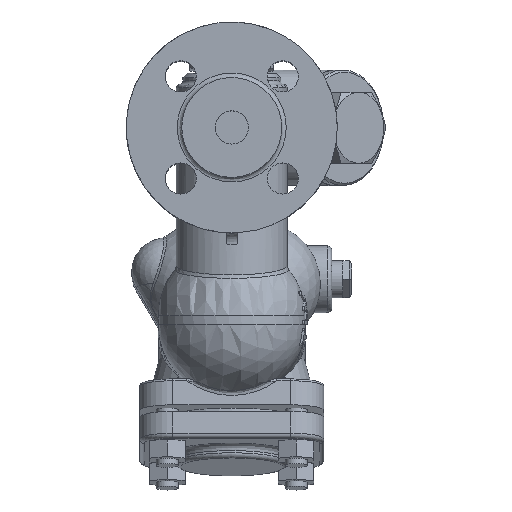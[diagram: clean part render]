
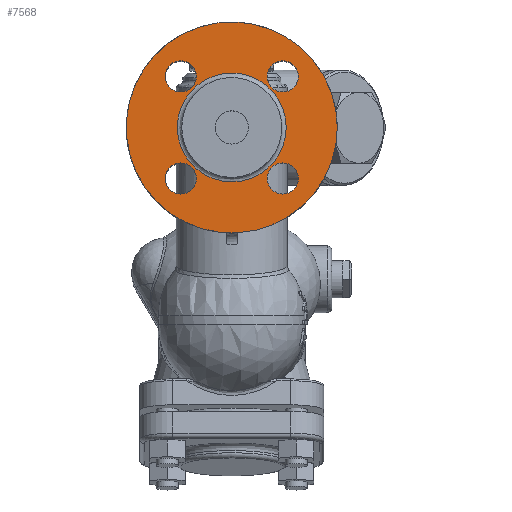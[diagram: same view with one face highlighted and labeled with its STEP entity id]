
A CAD part, top view. The second image highlights one B-rep face of the part: STEP entity #7568.
In plain terms, the highlighted planar face has unit normal (0, 0, 1).
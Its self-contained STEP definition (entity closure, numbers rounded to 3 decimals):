
#7223=CARTESIAN_POINT('',(22.981,15.981,53.0));
#7224=VERTEX_POINT('',#7223);
#7225=CARTESIAN_POINT('',(22.981,22.981,53.));
#7226=DIRECTION('',(0.0,0.0,-1.0));
#7227=DIRECTION('',(0.0,-1.0,0.0));
#7228=AXIS2_PLACEMENT_3D('',#7225,#7226,#7227);
#7229=CIRCLE('',#7228,7.);
#7230=EDGE_CURVE('',#7224,#7224,#7229,.T.);
#7272=CARTESIAN_POINT('',(15.981,-22.981,53.0));
#7273=VERTEX_POINT('',#7272);
#7274=CARTESIAN_POINT('',(22.981,-22.981,53.));
#7275=DIRECTION('',(0.0,0.0,-1.0));
#7276=DIRECTION('',(-1.0,0.0,0.0));
#7277=AXIS2_PLACEMENT_3D('',#7274,#7275,#7276);
#7278=CIRCLE('',#7277,7.);
#7279=EDGE_CURVE('',#7273,#7273,#7278,.T.);
#7321=CARTESIAN_POINT('',(-22.981,-15.981,53.0));
#7322=VERTEX_POINT('',#7321);
#7323=CARTESIAN_POINT('',(-22.981,-22.981,53.));
#7324=DIRECTION('',(0.0,0.0,-1.0));
#7325=DIRECTION('',(0.0,1.0,0.0));
#7326=AXIS2_PLACEMENT_3D('',#7323,#7324,#7325);
#7327=CIRCLE('',#7326,7.);
#7328=EDGE_CURVE('',#7322,#7322,#7327,.T.);
#7370=CARTESIAN_POINT('',(-15.981,22.981,53.0));
#7371=VERTEX_POINT('',#7370);
#7372=CARTESIAN_POINT('',(-22.981,22.981,53.));
#7373=DIRECTION('',(0.0,0.0,-1.0));
#7374=DIRECTION('',(1.0,0.0,0.0));
#7375=AXIS2_PLACEMENT_3D('',#7372,#7373,#7374);
#7376=CIRCLE('',#7375,7.);
#7377=EDGE_CURVE('',#7371,#7371,#7376,.T.);
#7514=CARTESIAN_POINT('',(24.5,0.,53.0));
#7515=VERTEX_POINT('',#7514);
#7516=CARTESIAN_POINT('',(0.0,0.0,53.0));
#7517=DIRECTION('',(0.0,0.0,1.0));
#7518=DIRECTION('',(-1.0,0.0,0.0));
#7519=AXIS2_PLACEMENT_3D('',#7516,#7517,#7518);
#7520=CIRCLE('',#7519,24.5);
#7521=EDGE_CURVE('',#7515,#7515,#7520,.T.);
#7537=CARTESIAN_POINT('',(0.0,0.0,53.0));
#7538=DIRECTION('',(0.0,0.0,-1.0));
#7539=DIRECTION('',(-1.0,0.0,0.0));
#7540=AXIS2_PLACEMENT_3D('',#7537,#7538,#7539);
#7541=PLANE('',#7540);
#7542=CARTESIAN_POINT('',(47.5,0.,53.0));
#7543=VERTEX_POINT('',#7542);
#7544=CARTESIAN_POINT('',(0.0,0.0,53.0));
#7545=DIRECTION('',(0.0,0.0,-1.0));
#7546=DIRECTION('',(0.0,-1.0,0.0));
#7547=AXIS2_PLACEMENT_3D('',#7544,#7545,#7546);
#7548=CIRCLE('',#7547,47.5);
#7549=EDGE_CURVE('',#7543,#7543,#7548,.T.);
#7550=ORIENTED_EDGE('',*,*,#7549,.F.);
#7551=EDGE_LOOP('',(#7550));
#7552=FACE_OUTER_BOUND('',#7551,.T.);
#7553=ORIENTED_EDGE('',*,*,#7230,.T.);
#7554=EDGE_LOOP('',(#7553));
#7555=FACE_BOUND('',#7554,.T.);
#7556=ORIENTED_EDGE('',*,*,#7279,.T.);
#7557=EDGE_LOOP('',(#7556));
#7558=FACE_BOUND('',#7557,.T.);
#7559=ORIENTED_EDGE('',*,*,#7328,.T.);
#7560=EDGE_LOOP('',(#7559));
#7561=FACE_BOUND('',#7560,.T.);
#7562=ORIENTED_EDGE('',*,*,#7377,.T.);
#7563=EDGE_LOOP('',(#7562));
#7564=FACE_BOUND('',#7563,.T.);
#7565=ORIENTED_EDGE('',*,*,#7521,.F.);
#7566=EDGE_LOOP('',(#7565));
#7567=FACE_BOUND('',#7566,.T.);
#7568=ADVANCED_FACE('',(#7552,#7555,#7558,#7561,#7564,#7567),#7541,.F.);
